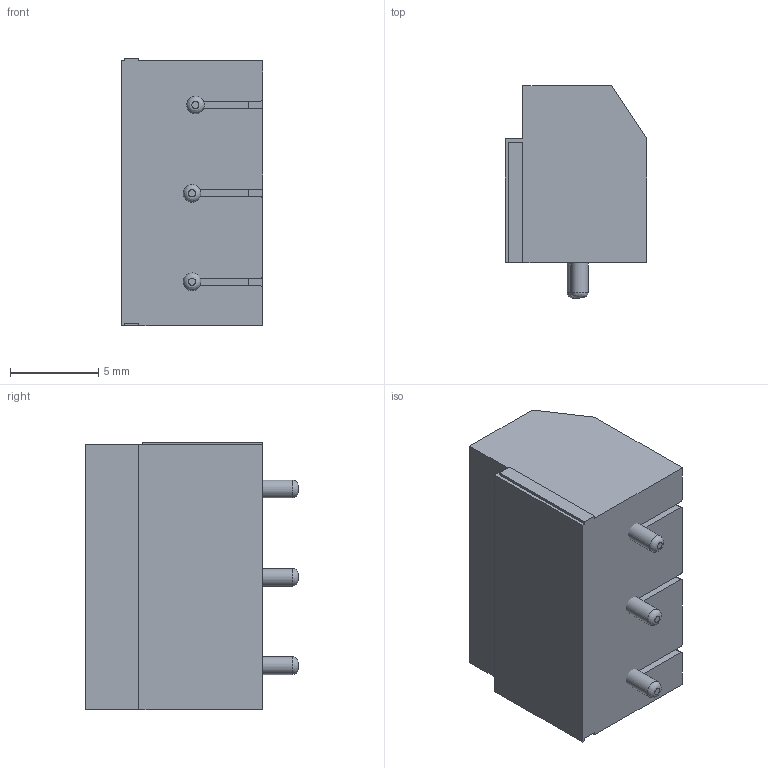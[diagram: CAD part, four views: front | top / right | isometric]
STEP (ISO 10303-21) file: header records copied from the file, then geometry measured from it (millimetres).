
FILE_DESCRIPTION(/* description */ (''),/* implementation_level */ '2;1');
FILE_NAME(/* name */ 'Terminal 3pin 5mm.step',/* time_stamp */ '2018-12-18T22:28:51+11:00',/* author */ ('austfox'),/* organization */ (''),/* preprocessor_version */ 'ST-DEVELOPER v17.2',/* originating_system */ 'Autodesk Translation Framework v7.6.0.251',/* authorisation */ '');
FILE_SCHEMA (('AUTOMOTIVE_DESIGN { 1 0 10303 214 3 1 1 }'));
Length unit declared in the file: millimetre
Products named in the file (2): Terminal 3pin; Component1
Assembly tree (1 placements, depth 2):
  Terminal 3pin
    Component1
Bounding box: 8 x 12 x 15.15 mm (x, y, z)
Volume: 955.1 mm3; surface area: 1546.5 mm2
Topology: 10 solids, 10 shells, 113 faces, 280 edges, 190 vertices
Faces by surface type: plane 86, cylinder 18, torus 6, bspline 3
Full cylindrical faces by diameter (mm): 1 x3, 2.837 x1, 2.84 x2, 3.2 x3, 3.65 x3
Entity records: 3582 total; most frequent: CARTESIAN_POINT 772, DIRECTION 567, ORIENTED_EDGE 560, EDGE_CURVE 280, LINE 195, VECTOR 195, VERTEX_POINT 190, AXIS2_PLACEMENT_3D 186
